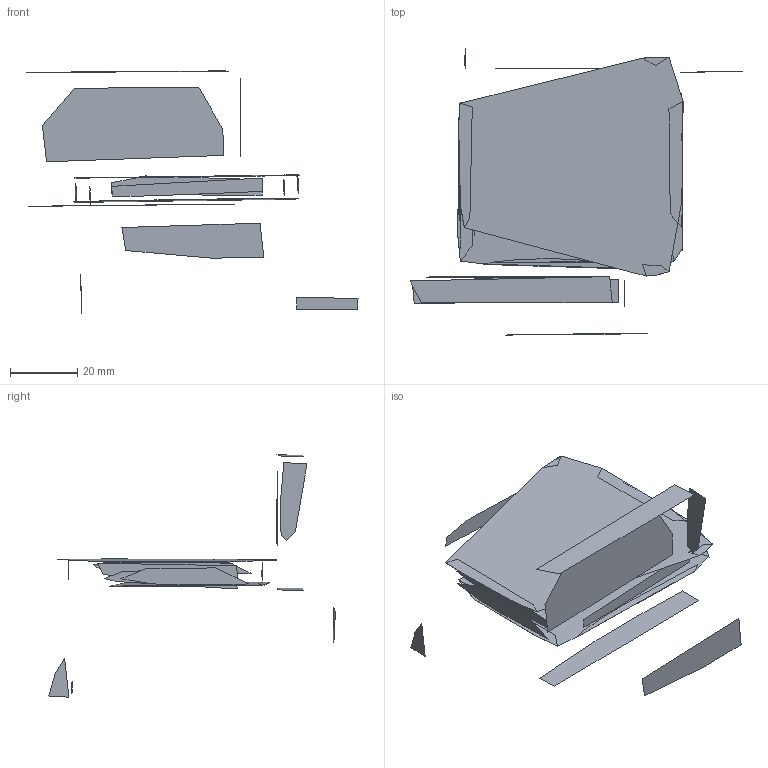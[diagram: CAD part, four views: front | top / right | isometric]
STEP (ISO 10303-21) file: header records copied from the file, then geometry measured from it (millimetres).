
FILE_DESCRIPTION ((), '1');
FILE_NAME ('20230511_PIM1_Grund_Rod_Target_V3.Stp', '2023-06-27T10:11:12', ('Karsten Dreyer'), ('Paul Scherrer (PSI), Villigen'), 'SpatialAnalyzer PP2.00', 'SpatialAnalyzer', '');
FILE_SCHEMA (('CONFIG_CONTROL_DESIGN'));
Length unit declared in the file: millimetre
Products named in the file (24): Surface From - Frane_O_L; Surface From - Rod_D_L; Surface From - Rod_D_B; Surface From - Rod_D_R; Surface From - Rod_D_T; Surface From - Fitted Ebene D; Surface From - Frane_I_R; Surface From - Frane_I_L; Surface From - Frane_I_B; Surface From - Frane_I_T; Surface From - Frane_O_R; Surface From - BFM_T; Surface From - BFM_DS; Surface From - BFM_LS; Surface From - Frane_U_R; Surface From - Frane_U_B; Surface From - Frane_U_L; Surface From - BFM_US; Surface From - BE_T; Surface From - Support_I_R; Surface From - Support_B_L; Surface From - Fitted Ebene U; product-name
Bounding box: 98.57 x 85 x 71.93 mm (x, y, z)
Surface area: 10437.2 mm2 (no closed solid volume)
Topology: 0 solids, 22 shells, 22 faces, 143 edges, 171 vertices
Faces by surface type: bspline 22
Entity records: 3611 total; most frequent: CARTESIAN_POINT 535, PERSON 192, ORGANIZATION 192, PERSON_AND_ORGANIZATION 192, B_SPLINE_CURVE_WITH_KNOTS 143, VERTEX_POINT 138, EDGE_CURVE 138, ORIENTED_EDGE 138
